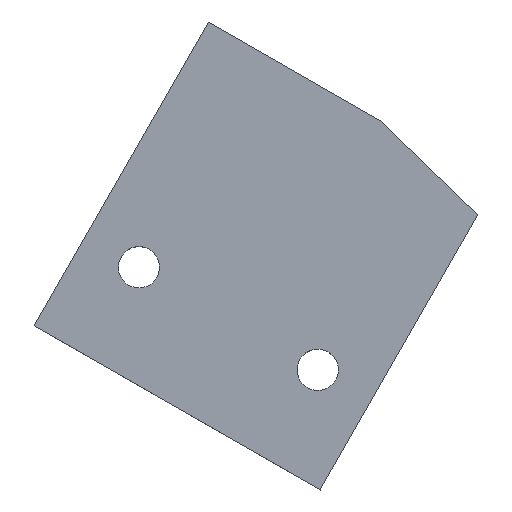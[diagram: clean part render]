
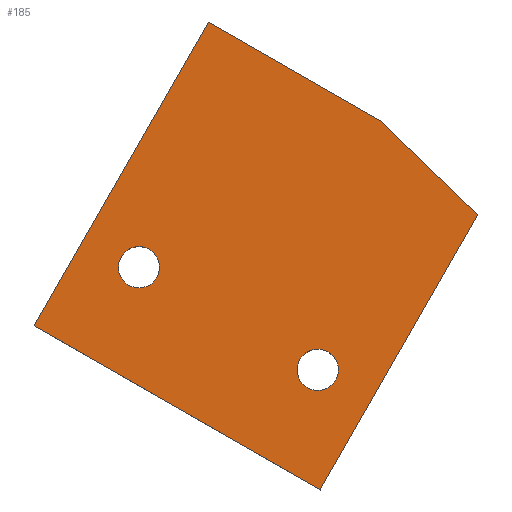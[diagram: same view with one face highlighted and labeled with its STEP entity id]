
A CAD part, top view. The second image highlights one B-rep face of the part: STEP entity #185.
In plain terms, the highlighted planar face has unit normal (0, 0, 1).
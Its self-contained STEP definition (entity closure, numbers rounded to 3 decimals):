
#17=FACE_BOUND('',#39,.T.);
#18=FACE_BOUND('',#40,.T.);
#21=CIRCLE('',#209,1.);
#22=CIRCLE('',#210,1.);
#23=CIRCLE('',#211,1.);
#24=CIRCLE('',#212,1.);
#29=FACE_OUTER_BOUND('',#38,.T.);
#38=EDGE_LOOP('',(#128,#129,#130,#131,#132));
#39=EDGE_LOOP('',(#133,#134));
#40=EDGE_LOOP('',(#135,#136));
#51=LINE('',#282,#68);
#52=LINE('',#284,#69);
#53=LINE('',#286,#70);
#54=LINE('',#288,#71);
#55=LINE('',#289,#72);
#68=VECTOR('',#229,10.);
#69=VECTOR('',#230,10.);
#70=VECTOR('',#231,10.);
#71=VECTOR('',#232,10.);
#72=VECTOR('',#233,10.);
#85=VERTEX_POINT('',#280);
#86=VERTEX_POINT('',#281);
#87=VERTEX_POINT('',#283);
#88=VERTEX_POINT('',#285);
#89=VERTEX_POINT('',#287);
#90=VERTEX_POINT('',#290);
#91=VERTEX_POINT('',#291);
#92=VERTEX_POINT('',#294);
#93=VERTEX_POINT('',#295);
#103=EDGE_CURVE('',#85,#86,#51,.T.);
#104=EDGE_CURVE('',#87,#85,#52,.T.);
#105=EDGE_CURVE('',#88,#87,#53,.T.);
#106=EDGE_CURVE('',#89,#88,#54,.T.);
#107=EDGE_CURVE('',#86,#89,#55,.T.);
#108=EDGE_CURVE('',#90,#91,#21,.T.);
#109=EDGE_CURVE('',#91,#90,#22,.T.);
#110=EDGE_CURVE('',#92,#93,#23,.T.);
#111=EDGE_CURVE('',#93,#92,#24,.T.);
#128=ORIENTED_EDGE('',*,*,#103,.F.);
#129=ORIENTED_EDGE('',*,*,#104,.F.);
#130=ORIENTED_EDGE('',*,*,#105,.F.);
#131=ORIENTED_EDGE('',*,*,#106,.F.);
#132=ORIENTED_EDGE('',*,*,#107,.F.);
#133=ORIENTED_EDGE('',*,*,#108,.F.);
#134=ORIENTED_EDGE('',*,*,#109,.F.);
#135=ORIENTED_EDGE('',*,*,#110,.F.);
#136=ORIENTED_EDGE('',*,*,#111,.F.);
#178=PLANE('',#208);
#185=ADVANCED_FACE('',(#29,#17,#18),#178,.T.);
#208=AXIS2_PLACEMENT_3D('',#279,#227,#228);
#209=AXIS2_PLACEMENT_3D('',#292,#234,#235);
#210=AXIS2_PLACEMENT_3D('',#293,#236,#237);
#211=AXIS2_PLACEMENT_3D('',#296,#238,#239);
#212=AXIS2_PLACEMENT_3D('',#297,#240,#241);
#227=DIRECTION('center_axis',(0.,0.,
1.));
#228=DIRECTION('ref_axis',(1.,0.,0.));
#229=DIRECTION('',(0.719,-0.695,0.));
#230=DIRECTION('',(0.867,-0.497,0.));
#231=DIRECTION('',(0.497,0.867,0.));
#232=DIRECTION('',(-0.867,0.497,0.));
#233=DIRECTION('',(-0.497,-0.867,0.));
#234=DIRECTION('center_axis',(0.,0.,
1.));
#235=DIRECTION('ref_axis',(1.,0.,0.));
#236=DIRECTION('center_axis',(0.,0.,
1.));
#237=DIRECTION('ref_axis',(1.,0.,0.));
#238=DIRECTION('center_axis',(0.,0.,
1.));
#239=DIRECTION('ref_axis',(1.,0.,0.));
#240=DIRECTION('center_axis',(0.,0.,
1.));
#241=DIRECTION('ref_axis',(1.,0.,0.));
#279=CARTESIAN_POINT('Origin',(222.745,15.226,55.672));
#280=CARTESIAN_POINT('',(211.739,67.101,55.672));
#281=CARTESIAN_POINT('',(216.449,62.551,55.672));
#282=CARTESIAN_POINT('',(229.902,49.555,55.672));
#283=CARTESIAN_POINT('',(203.368,71.902,55.672));
#284=CARTESIAN_POINT('',(227.074,58.307,55.672));
#285=CARTESIAN_POINT('',(194.91,57.155,55.672));
#286=CARTESIAN_POINT('',(193.536,54.759,55.672));
#287=CARTESIAN_POINT('',(208.79,49.195,55.672));
#288=CARTESIAN_POINT('',(214.431,45.96,55.672));
#289=CARTESIAN_POINT('',(203.187,39.426,55.672));
#290=CARTESIAN_POINT('',(209.172,55.893,55.672));
#291=CARTESIAN_POINT('',(207.675,55.025,55.672));
#292=CARTESIAN_POINT('Origin',(208.675,55.025,55.672));
#293=CARTESIAN_POINT('Origin',(208.675,55.025,55.672));
#294=CARTESIAN_POINT('',(200.497,60.867,55.672));
#295=CARTESIAN_POINT('',(199.,60.,55.672));
#296=CARTESIAN_POINT('Origin',(200.,60.,55.672));
#297=CARTESIAN_POINT('Origin',(200.,60.,55.672));
